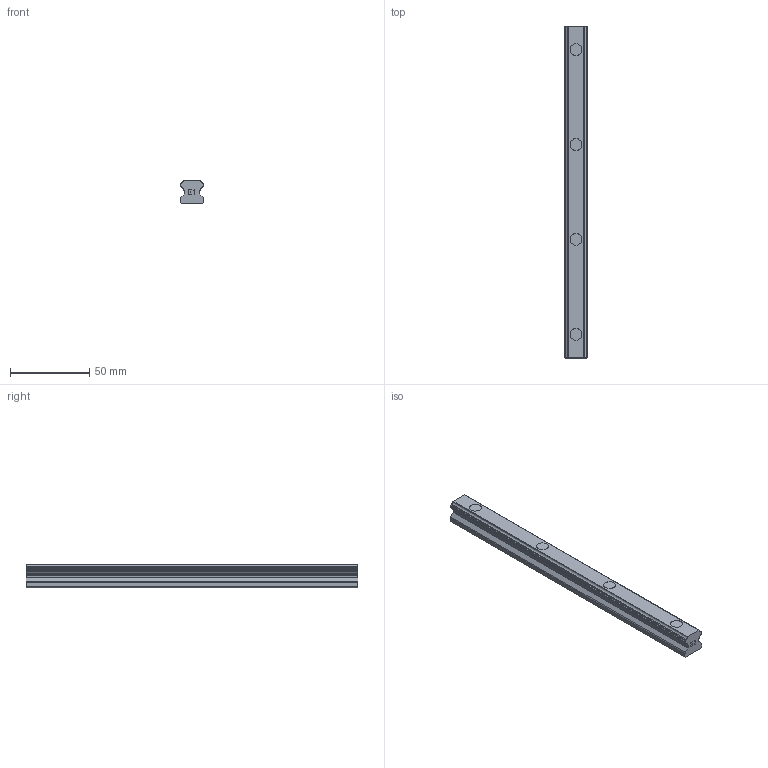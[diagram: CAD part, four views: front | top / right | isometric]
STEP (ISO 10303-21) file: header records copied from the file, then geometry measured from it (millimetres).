
FILE_DESCRIPTION(('STEP AP214'),'1');
FILE_NAME('cctmp_153FB0FE-EF7A-4731-9DBC-2053D563DA70_2020_5_5_14_52_18_215..stp','2020-05-05T12:52:18',('HIWIN GmbH'),('CADClick - www.CADClick.com'),'Spatial InterOp 3D',' ','unknown authorization');
FILE_SCHEMA(('AUTOMOTIVE_DESIGN'));
Length unit declared in the file: millimetre
Products named in the file (1): HGR15R210H_FILE
Bounding box: 15 x 210 x 15 mm (x, y, z)
Volume: 38400.6 mm3; surface area: 14486.9 mm2
Topology: 1 solids, 1 shells, 151 faces, 399 edges, 266 vertices
Faces by surface type: plane 101, cylinder 50
Entity records: 5905 total; most frequent: CARTESIAN_POINT 817, DIRECTION 803, ORIENTED_EDGE 798, EDGE_CURVE 399, LINE 299, VECTOR 299, VERTEX_POINT 266, AXIS2_PLACEMENT_3D 252
